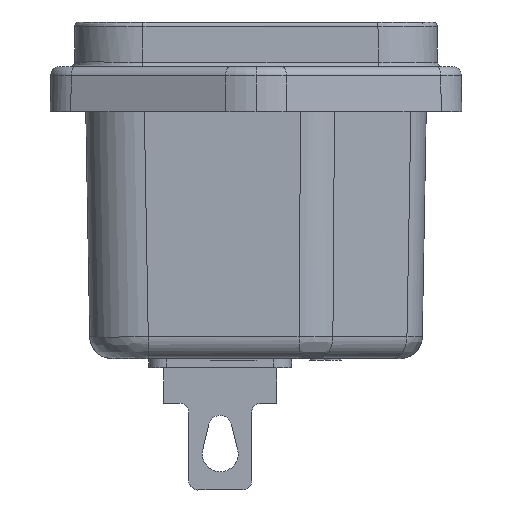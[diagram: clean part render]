
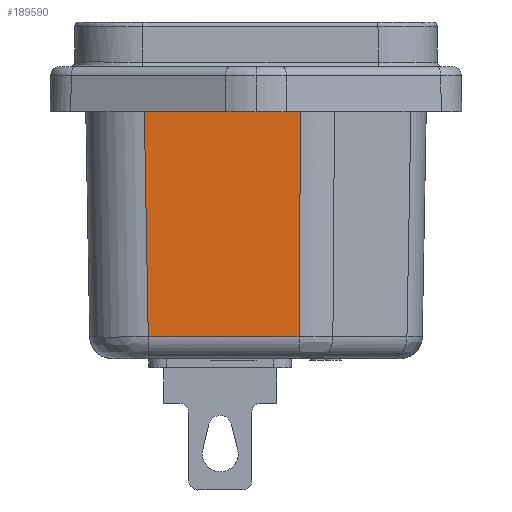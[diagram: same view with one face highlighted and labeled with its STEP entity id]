
A CAD part, left-side view. The second image highlights one B-rep face of the part: STEP entity #189590.
In plain terms, the highlighted face is planar.
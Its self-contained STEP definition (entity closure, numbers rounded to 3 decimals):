
#189200=CARTESIAN_POINT('',(0.111,14.209,0.));
#189210=DIRECTION('',(-1.,-0.017,-0.));
#189220=DIRECTION('',(-0.017,1.,0.));
#189230=AXIS2_PLACEMENT_3D('',#189200,#189210,#189220);
#189240=PLANE('',#189230);
#189250=CARTESIAN_POINT('',(-0.112,26.978,
-8.826));
#189260=DIRECTION('',(0.,0.,1.));
#189270=VECTOR('',#189260,1.);
#189280=LINE('',#189250,#189270);
#189290=CARTESIAN_POINT('',(-0.112,26.978,
-6.237));
#189300=VERTEX_POINT('',#189290);
#189310=CARTESIAN_POINT('',(-0.112,26.978,
2.489));
#189320=VERTEX_POINT('',#189310);
#189330=EDGE_CURVE('',#189300,#189320,#189280,.T.);
#189340=ORIENTED_EDGE('',*,*,#189330,.F.);
#189350=CARTESIAN_POINT('',(0.316,2.452,
2.319));
#189360=DIRECTION('',(-0.017,1.,
0.007));
#189370=VECTOR('',#189360,1.);
#189380=LINE('',#189350,#189370);
#189390=CARTESIAN_POINT('',(0.107,14.407,
2.402));
#189400=VERTEX_POINT('',#189390);
#189410=EDGE_CURVE('',#189400,#189320,#189380,.T.);
#189420=ORIENTED_EDGE('',*,*,#189410,.T.);
#189430=CARTESIAN_POINT('',(0.107,14.407,0.));
#189440=DIRECTION('',(0.,0.,1.));
#189450=VECTOR('',#189440,1.);
#189460=LINE('',#189430,#189450);
#189470=CARTESIAN_POINT('',(0.107,14.407,
-6.018));
#189480=VERTEX_POINT('',#189470);
#189490=EDGE_CURVE('',#189480,#189400,#189460,.T.);
#189500=ORIENTED_EDGE('',*,*,#189490,.T.);
#189510=CARTESIAN_POINT('',(0.316,2.443,
-5.809));
#189520=DIRECTION('',(0.017,-1.,
0.017));
#189530=VECTOR('',#189520,1.);
#189540=LINE('',#189510,#189530);
#189550=EDGE_CURVE('',#189300,#189480,#189540,.T.);
#189560=ORIENTED_EDGE('',*,*,#189550,.T.);
#189570=EDGE_LOOP('',(#189560,#189500,#189420,#189340));
#189580=FACE_OUTER_BOUND('',#189570,.T.);
#189590=ADVANCED_FACE('',(#189580),#189240,.T.);
